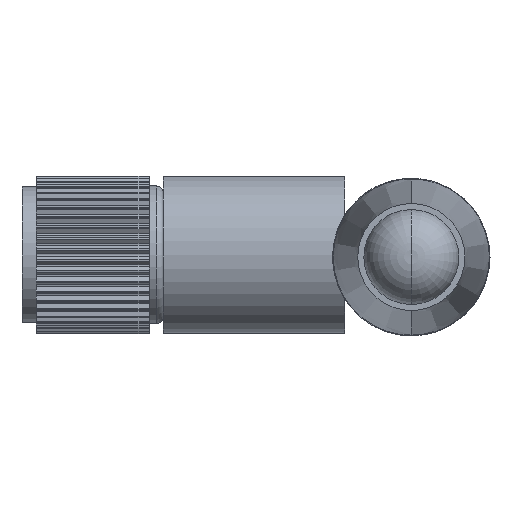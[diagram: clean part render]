
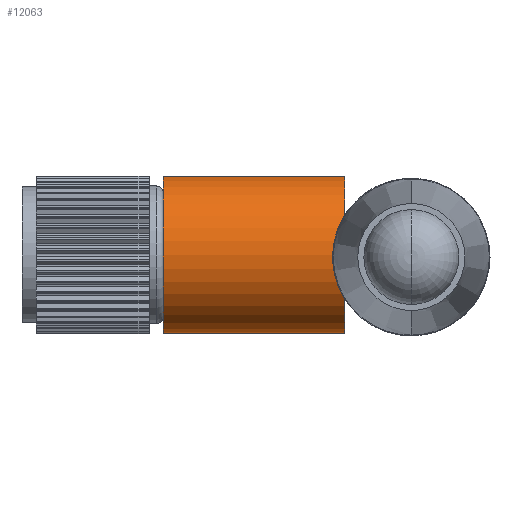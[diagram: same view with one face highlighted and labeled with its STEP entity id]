
A CAD part, left-side view. The second image highlights one B-rep face of the part: STEP entity #12063.
In plain terms, the highlighted cylindrical face has radius 4.953 mm (diameter 9.906 mm), a partial arc.
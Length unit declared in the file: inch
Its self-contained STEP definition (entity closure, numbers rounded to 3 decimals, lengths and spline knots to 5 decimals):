
#1067 = EDGE_LOOP ( 'NONE', ( #5803, #10424, #12269, #9174 ) ) ;
#1463 = CARTESIAN_POINT ( 'NONE',  ( 0., 0., -0.195 ) ) ;
#2007 = EDGE_CURVE ( 'NONE', #13566, #8597, #7776, .T. ) ;
#2575 = CARTESIAN_POINT ( 'NONE',  ( 0., 0., -0.195 ) ) ;
#2719 = LINE ( 'NONE', #2575, #5112 ) ;
#2829 = VECTOR ( 'NONE', #9460, 39.37008 ) ;
#2927 = CYLINDRICAL_SURFACE ( 'NONE', #12529, 0.195 ) ;
#3129 = DIRECTION ( 'NONE',  ( 1., 0., 0. ) ) ;
#4420 = AXIS2_PLACEMENT_3D ( 'NONE', #7108, #11403, #11537 ) ;
#4634 = DIRECTION ( 'NONE',  ( 0., 0., -1. ) ) ;
#5112 = VECTOR ( 'NONE', #5983, 39.37008 ) ;
#5203 = DIRECTION ( 'NONE',  ( 0., 0., -1. ) ) ;
#5803 = ORIENTED_EDGE ( 'NONE', *, *, #8363, .T. ) ;
#5983 = DIRECTION ( 'NONE',  ( 1., 0., 0. ) ) ;
#6139 = VERTEX_POINT ( 'NONE', #13889 ) ;
#6788 = AXIS2_PLACEMENT_3D ( 'NONE', #12363, #11165, #4634 ) ;
#7108 = CARTESIAN_POINT ( 'NONE',  ( 0.45, 0., 0. ) ) ;
#7231 = CARTESIAN_POINT ( 'NONE',  ( 0., 0., 0. ) ) ;
#7776 = CIRCLE ( 'NONE', #4420, 0.195 ) ;
#8363 = EDGE_CURVE ( 'NONE', #13749, #6139, #9272, .T. ) ;
#8597 = VERTEX_POINT ( 'NONE', #12913 ) ;
#9174 = ORIENTED_EDGE ( 'NONE', *, *, #10523, .F. ) ;
#9272 = CIRCLE ( 'NONE', #6788, 0.195 ) ;
#9460 = DIRECTION ( 'NONE',  ( 1., 0., 0. ) ) ;
#10424 = ORIENTED_EDGE ( 'NONE', *, *, #13452, .T. ) ;
#10523 = EDGE_CURVE ( 'NONE', #13749, #13566, #2719, .T. ) ;
#10580 = LINE ( 'NONE', #13705, #2829 ) ;
#11165 = DIRECTION ( 'NONE',  ( 1., 0., 0. ) ) ;
#11403 = DIRECTION ( 'NONE',  ( 1., 0., 0. ) ) ;
#11537 = DIRECTION ( 'NONE',  ( 0., 0., -1. ) ) ;
#12063 = ADVANCED_FACE ( 'NONE', ( #13580 ), #2927, .T. ) ;
#12269 = ORIENTED_EDGE ( 'NONE', *, *, #2007, .F. ) ;
#12363 = CARTESIAN_POINT ( 'NONE',  ( 0., 0., 0. ) ) ;
#12529 = AXIS2_PLACEMENT_3D ( 'NONE', #7231, #3129, #5203 ) ;
#12913 = CARTESIAN_POINT ( 'NONE',  ( 0.45, 0., 0.195 ) ) ;
#12965 = CARTESIAN_POINT ( 'NONE',  ( 0.45, 0., -0.195 ) ) ;
#13452 = EDGE_CURVE ( 'NONE', #6139, #8597, #10580, .T. ) ;
#13566 = VERTEX_POINT ( 'NONE', #12965 ) ;
#13580 = FACE_OUTER_BOUND ( 'NONE', #1067, .T. ) ;
#13705 = CARTESIAN_POINT ( 'NONE',  ( 0., 0., 0.195 ) ) ;
#13749 = VERTEX_POINT ( 'NONE', #1463 ) ;
#13889 = CARTESIAN_POINT ( 'NONE',  ( 0., 0., 0.195 ) ) ;
